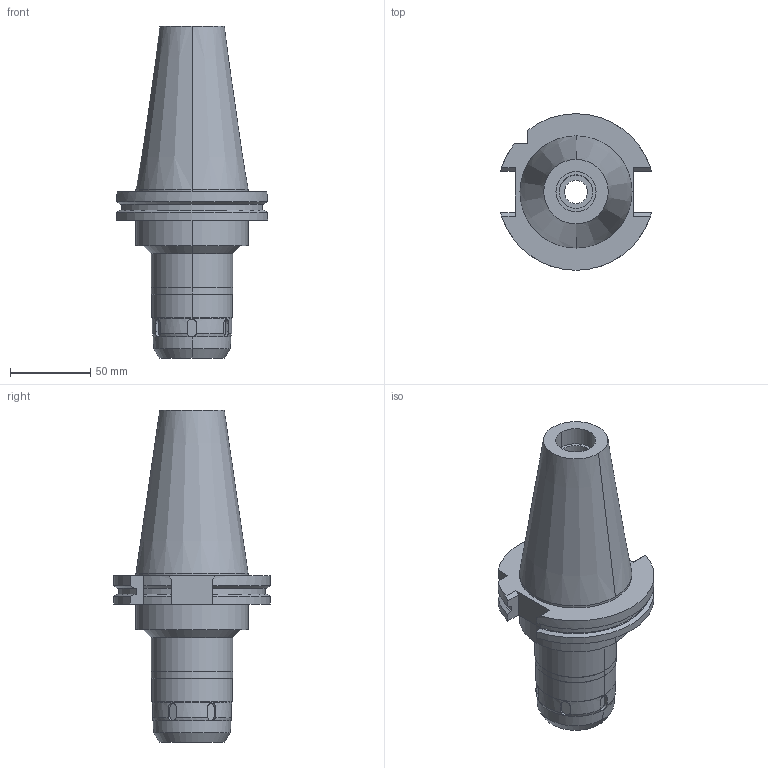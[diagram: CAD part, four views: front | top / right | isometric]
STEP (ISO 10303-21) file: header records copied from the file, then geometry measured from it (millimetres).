
FILE_DESCRIPTION((''),'2;1');
FILE_NAME('BDV50-HMC20S-105','2018-03-20T',('ykawabe'),(''),'CREO PARAMETRIC BY PTC INC, 2016380','CREO PARAMETRIC BY PTC INC, 2016380','');
FILE_SCHEMA(('AUTOMOTIVE_DESIGN { 1 0 10303 214 1 1 1 1 }'));
Length unit declared in the file: millimetre
Products named in the file (1): BDV50-HMC20S-105
Bounding box: 94.05 x 97.5 x 206.75 mm (x, y, z)
Volume: 502210.6 mm3; surface area: 62753.3 mm2
Topology: 1 solids, 1 shells, 115 faces, 315 edges, 210 vertices
Faces by surface type: plane 46, cylinder 45, cone 24
Entity records: 4943 total; most frequent: CARTESIAN_POINT 921, ORIENTED_EDGE 630, DIRECTION 615, PRESENTATION_STYLE_ASSIGNMENT 320, STYLED_ITEM 320, CURVE_STYLE 319, EDGE_CURVE 315, AXIS2_PLACEMENT_3D 236
